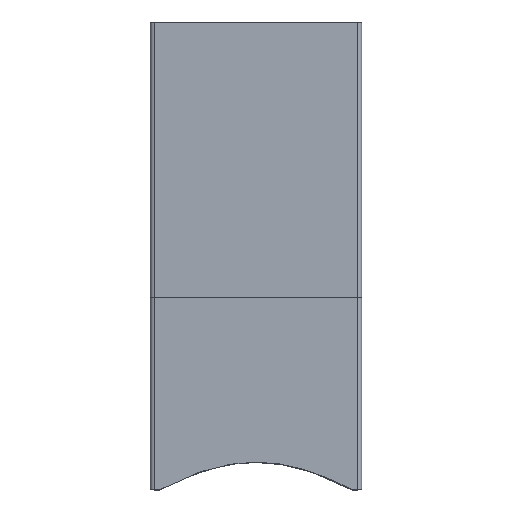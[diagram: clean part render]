
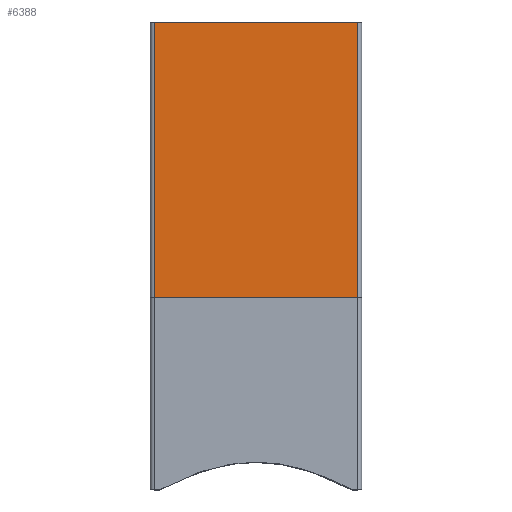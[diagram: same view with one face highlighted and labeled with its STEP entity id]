
A CAD part, top view. The second image highlights one B-rep face of the part: STEP entity #6388.
In plain terms, the highlighted planar face has unit normal (0, 0, 1).
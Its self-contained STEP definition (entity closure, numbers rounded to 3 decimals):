
#223=PLANE('',#6917);
#599=FACE_OUTER_BOUND('',#990,.T.);
#990=EDGE_LOOP('',(#5283,#5284,#5285,#5286));
#1513=LINE('',#9816,#2204);
#1547=LINE('',#9902,#2238);
#1549=LINE('',#9906,#2240);
#1550=LINE('',#9907,#2241);
#2204=VECTOR('',#8048,10.);
#2238=VECTOR('',#8138,10.);
#2240=VECTOR('',#8144,10.);
#2241=VECTOR('',#8145,10.);
#3054=VERTEX_POINT('',#9813);
#3055=VERTEX_POINT('',#9815);
#3078=VERTEX_POINT('',#9899);
#3079=VERTEX_POINT('',#9901);
#3817=EDGE_CURVE('',#3055,#3054,#1513,.T.);
#3860=EDGE_CURVE('',#3078,#3079,#1547,.T.);
#3863=EDGE_CURVE('',#3079,#3054,#1549,.T.);
#3864=EDGE_CURVE('',#3055,#3078,#1550,.T.);
#5283=ORIENTED_EDGE('',*,*,#3817,.T.);
#5284=ORIENTED_EDGE('',*,*,#3863,.F.);
#5285=ORIENTED_EDGE('',*,*,#3860,.F.);
#5286=ORIENTED_EDGE('',*,*,#3864,.F.);
#6388=ADVANCED_FACE('',(#599),#223,.T.);
#6917=AXIS2_PLACEMENT_3D('',#9905,#8142,#8143);
#8048=DIRECTION('',(1.,0.,0.));
#8138=DIRECTION('',(1.,0.,0.));
#8142=DIRECTION('center_axis',(0.,0.,1.));
#8143=DIRECTION('ref_axis',(1.,0.,0.));
#8144=DIRECTION('',(0.,-1.,0.));
#8145=DIRECTION('',(0.,1.,0.));
#9813=CARTESIAN_POINT('',(71.85,60.,10.5));
#9815=CARTESIAN_POINT('',(-2.,60.,10.5));
#9816=CARTESIAN_POINT('',(16.462,60.,10.5));
#9899=CARTESIAN_POINT('',(-2.,160.,10.5));
#9901=CARTESIAN_POINT('',(71.85,160.,10.5));
#9902=CARTESIAN_POINT('',(-2.,160.,10.5));
#9905=CARTESIAN_POINT('Origin',(-2.,0.,10.5));
#9906=CARTESIAN_POINT('',(71.85,0.,10.5));
#9907=CARTESIAN_POINT('',(-2.,0.,10.5));
